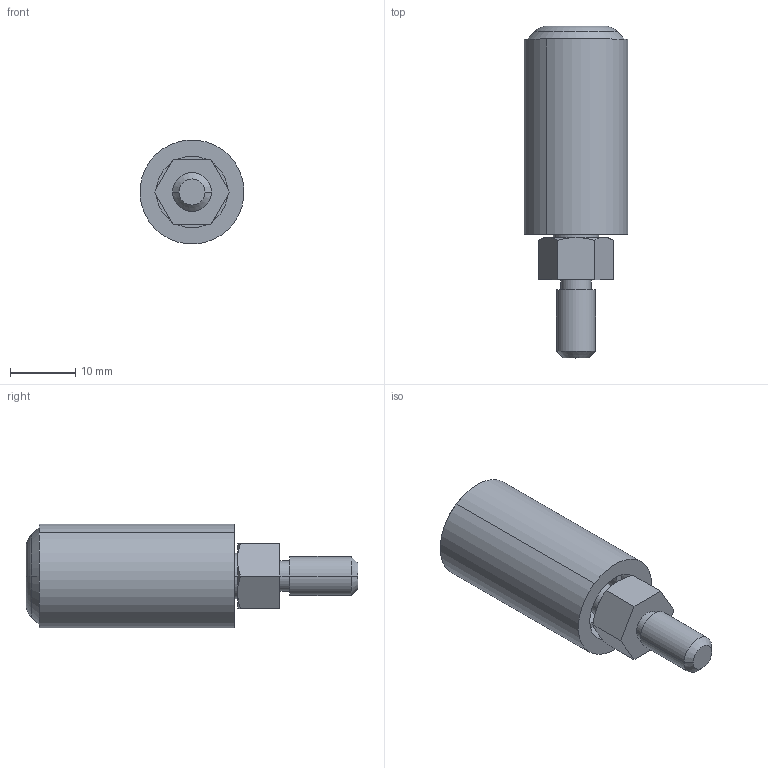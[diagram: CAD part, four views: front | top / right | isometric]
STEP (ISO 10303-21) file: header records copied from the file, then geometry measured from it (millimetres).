
FILE_DESCRIPTION (( 'STEP AP203' ), '1' );
FILE_NAME ('200818 STEP 3-400070-00_5680.STEP', '2020-08-18T10:05:02', ( '' ), ( '' ), 'SwSTEP 2.0', 'SolidWorks 2020', '' );
FILE_SCHEMA (( 'CONFIG_CONTROL_DESIGN' ));
Length unit declared in the file: millimetre
Products named in the file (4): 200818 STEP 3-400070-00_5680; 1-400066-16 30; SFL 15_SFL25; 1-400065-16 30
Assembly tree (3 placements, depth 2):
  200818 STEP 3-400070-00_5680
    1-400065-16 30
    1-400066-16 30
    SFL 15_SFL25
Bounding box: 15.96 x 51 x 15.96 mm (x, y, z)
Volume: 5524.6 mm3; surface area: 4741.2 mm2
Topology: 3 solids, 3 shells, 67 faces, 134 edges, 85 vertices
Faces by surface type: cylinder 28, plane 24, cone 13, torus 2
Entity records: 2213 total; most frequent: CARTESIAN_POINT 352, DIRECTION 343, ORIENTED_EDGE 268, AXIS2_PLACEMENT_3D 148, EDGE_CURVE 134, VERTEX_POINT 85, EDGE_LOOP 81, CIRCLE 75
